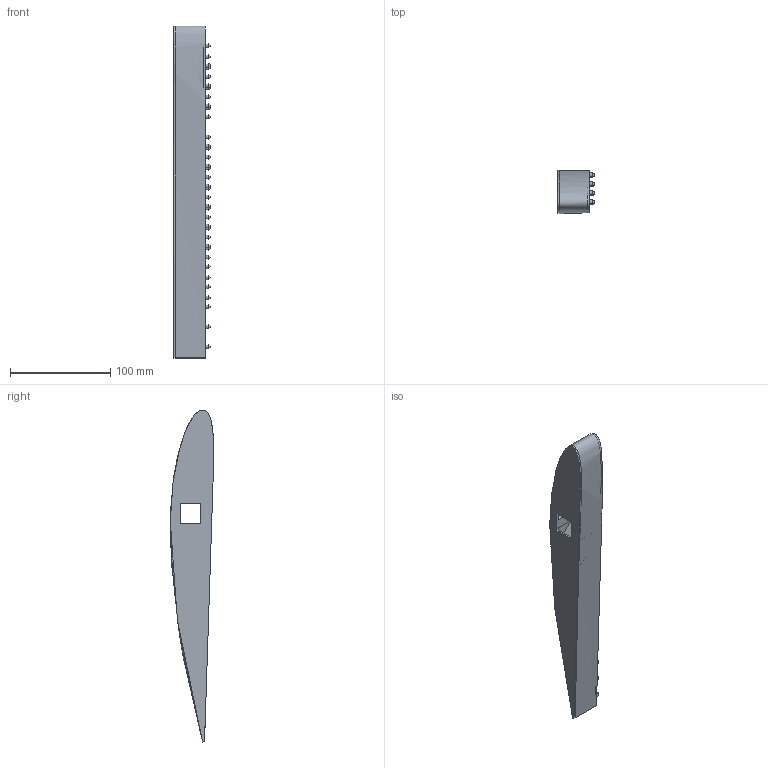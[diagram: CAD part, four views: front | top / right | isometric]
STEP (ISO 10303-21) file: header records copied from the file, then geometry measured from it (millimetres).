
FILE_DESCRIPTION(/* description */ (''),/* implementation_level */ '2;1');
FILE_NAME(/* name */ 'Wing Section - inset2.stp',/* time_stamp */ '2025-10-09T12:46:46-04:00',/* author */ ('mateo'),/* organization */ (''),/* preprocessor_version */ 'ST-DEVELOPER v20.1',/* originating_system */ 'Autodesk Inventor 2026',/* authorisation */ '');
FILE_SCHEMA (('AUTOMOTIVE_DESIGN { 1 0 10303 214 3 1 1 }'));
Length unit declared in the file: millimetre
Products named in the file (1): Wing Section
Bounding box: 36.75 x 43.23 x 330.8 mm (x, y, z)
Volume: 23384.5 mm3; surface area: 80135.9 mm2
Topology: 41 solids, 43 shells, 159 faces, 342 edges, 228 vertices
Faces by surface type: plane 70, sphere 40, cylinder 40, bspline 9
Full cylindrical faces by diameter (mm): 4 x40
Entity records: 8165 total; most frequent: CARTESIAN_POINT 4724, DIRECTION 727, ORIENTED_EDGE 604, AXIS2_PLACEMENT_3D 311, EDGE_CURVE 302, VERTEX_POINT 228, EDGE_LOOP 162, CIRCLE 160
